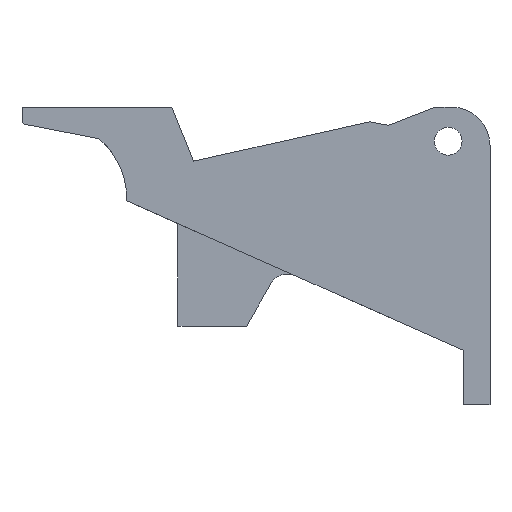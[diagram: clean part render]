
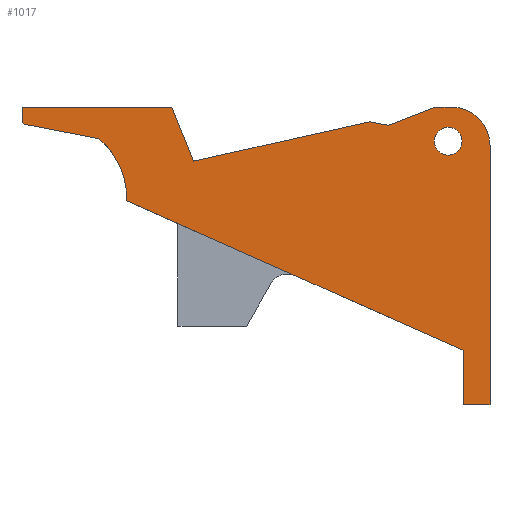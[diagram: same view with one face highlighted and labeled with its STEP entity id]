
A CAD part, left-side view. The second image highlights one B-rep face of the part: STEP entity #1017.
In plain terms, the highlighted planar face has unit normal (-1, 0, 0).
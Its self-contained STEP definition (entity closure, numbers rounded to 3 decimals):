
#35=CARTESIAN_POINT('',(0.,2.691,3.3));
#36=DIRECTION('',(1.,0.,0.));
#37=DIRECTION('',(0.,0.,1.));
#38=AXIS2_PLACEMENT_3D('',#35,#36,#37);
#40=CARTESIAN_POINT('',(0.,2.691,3.3));
#41=DIRECTION('',(1.,0.,0.));
#42=DIRECTION('',(0.,0.,-1.));
#43=AXIS2_PLACEMENT_3D('',#40,#41,#42);
#45=CARTESIAN_POINT('',(0.,3.05,3.05));
#46=DIRECTION('',(-1.,0.,0.));
#47=DIRECTION('',(0.,0.,-1.));
#48=AXIS2_PLACEMENT_3D('',#45,#46,#47);
#50=DIRECTION('',(0.,-1.,0.));
#51=VECTOR('',#50,20.441);
#52=CARTESIAN_POINT('',(0.,23.491,0.));
#53=LINE('',#52,#51);
#54=DIRECTION('',(0.,0.,-1.));
#55=VECTOR('',#54,2.1);
#56=CARTESIAN_POINT('',(0.,23.491,2.1));
#57=LINE('',#56,#55);
#58=DIRECTION('',(0.,1.,0.));
#59=VECTOR('',#58,4.3);
#60=CARTESIAN_POINT('',(0.,19.191,2.1));
#61=LINE('',#60,#59);
#62=DIRECTION('',(0.,0.406,-0.914));
#63=VECTOR('',#62,29.064);
#64=CARTESIAN_POINT('',(0.,7.379,28.656));
#65=LINE('',#64,#63);
#66=CARTESIAN_POINT('',(0.,7.135,34.651));
#67=DIRECTION('',(1.,0.,0.));
#68=DIRECTION('',(0.,-0.774,-0.634));
#69=AXIS2_PLACEMENT_3D('',#66,#67,#68);
#71=DIRECTION('',(0.,0.191,-0.982));
#72=VECTOR('',#71,5.795);
#73=CARTESIAN_POINT('',(0.,1.388,36.537));
#74=LINE('',#73,#72);
#75=CARTESIAN_POINT('',(0.,0.955,36.537));
#76=DIRECTION('',(-1.,0.,0.));
#77=DIRECTION('',(0.,0.555,0.832));
#78=AXIS2_PLACEMENT_3D('',#75,#76,#77);
#80=DIRECTION('',(0.,1.,0.));
#81=VECTOR('',#80,1.195);
#82=CARTESIAN_POINT('',(0.,0.,36.897));
#83=LINE('',#82,#81);
#84=DIRECTION('',(0.,0.,1.));
#85=VECTOR('',#84,11.817);
#86=CARTESIAN_POINT('',(0.,0.,25.08));
#87=LINE('',#86,#85);
#88=DIRECTION('',(0.,-0.927,0.374));
#89=VECTOR('',#88,4.602);
#90=CARTESIAN_POINT('',(0.,4.268,23.358));
#91=LINE('',#90,#89);
#92=DIRECTION('',(0.,0.218,0.976));
#93=VECTOR('',#92,14.201);
#94=CARTESIAN_POINT('',(0.,1.166,9.5));
#95=LINE('',#94,#93);
#96=DIRECTION('',(0.,-0.183,0.983));
#97=VECTOR('',#96,1.526);
#98=CARTESIAN_POINT('',(0.,1.445,8.));
#99=LINE('',#98,#97);
#100=DIRECTION('',(0.,0.363,0.932));
#101=VECTOR('',#100,3.98);
#102=CARTESIAN_POINT('',(0.,0.,4.292));
#103=LINE('',#102,#101);
#104=DIRECTION('',(0.,0.,1.));
#105=VECTOR('',#104,1.244);
#106=CARTESIAN_POINT('',(0.,0.,3.048));
#107=LINE('',#106,#105);
#768=CARTESIAN_POINT('',(0.,2.691,4.4));
#769=CARTESIAN_POINT('',(0.,2.691,2.2));
#770=VERTEX_POINT('',#768);
#771=VERTEX_POINT('',#769);
#772=CARTESIAN_POINT('',(0.,3.05,0.));
#773=CARTESIAN_POINT('',(0.,0.,3.048));
#774=VERTEX_POINT('',#772);
#775=VERTEX_POINT('',#773);
#776=CARTESIAN_POINT('',(0.,0.,4.292));
#777=VERTEX_POINT('',#776);
#778=CARTESIAN_POINT('',(0.,1.445,8.));
#779=VERTEX_POINT('',#778);
#780=CARTESIAN_POINT('',(0.,1.166,9.5));
#781=VERTEX_POINT('',#780);
#782=CARTESIAN_POINT('',(0.,4.268,23.358));
#783=VERTEX_POINT('',#782);
#784=CARTESIAN_POINT('',(0.,0.,25.08));
#785=VERTEX_POINT('',#784);
#786=CARTESIAN_POINT('',(0.,0.,36.897));
#787=VERTEX_POINT('',#786);
#788=CARTESIAN_POINT('',(0.,1.195,36.897));
#789=VERTEX_POINT('',#788);
#790=CARTESIAN_POINT('',(0.,1.388,36.537));
#791=VERTEX_POINT('',#790);
#792=CARTESIAN_POINT('',(0.,2.494,30.848));
#793=VERTEX_POINT('',#792);
#794=CARTESIAN_POINT('',(0.,7.379,28.656));
#795=VERTEX_POINT('',#794);
#796=CARTESIAN_POINT('',(0.,19.191,2.1));
#797=VERTEX_POINT('',#796);
#798=CARTESIAN_POINT('',(0.,23.491,2.1));
#799=VERTEX_POINT('',#798);
#800=CARTESIAN_POINT('',(0.,23.491,0.));
#801=VERTEX_POINT('',#800);
#974=CARTESIAN_POINT('',(0.,0.,0.));
#975=DIRECTION('',(-1.,0.,0.));
#976=DIRECTION('',(0.,0.,1.));
#977=AXIS2_PLACEMENT_3D('',#974,#975,#976);
#978=PLANE('',#977);
#980=ORIENTED_EDGE('',*,*,#979,.F.);
#982=ORIENTED_EDGE('',*,*,#981,.F.);
#984=ORIENTED_EDGE('',*,*,#983,.F.);
#986=ORIENTED_EDGE('',*,*,#985,.F.);
#988=ORIENTED_EDGE('',*,*,#987,.F.);
#990=ORIENTED_EDGE('',*,*,#989,.F.);
#992=ORIENTED_EDGE('',*,*,#991,.F.);
#994=ORIENTED_EDGE('',*,*,#993,.F.);
#996=ORIENTED_EDGE('',*,*,#995,.F.);
#998=ORIENTED_EDGE('',*,*,#997,.F.);
#1000=ORIENTED_EDGE('',*,*,#999,.F.);
#1002=ORIENTED_EDGE('',*,*,#1001,.F.);
#1004=ORIENTED_EDGE('',*,*,#1003,.F.);
#1006=ORIENTED_EDGE('',*,*,#1005,.F.);
#1008=ORIENTED_EDGE('',*,*,#1007,.F.);
#1009=EDGE_LOOP('',(#980,#982,#984,#986,#988,#990,#992,#994,#996,#998,#1000,
#1002,#1004,#1006,#1008));
#1010=FACE_OUTER_BOUND('',#1009,.F.);
#1012=ORIENTED_EDGE('',*,*,#1011,.F.);
#1014=ORIENTED_EDGE('',*,*,#1013,.F.);
#1015=EDGE_LOOP('',(#1012,#1014));
#1016=FACE_BOUND('',#1015,.F.);
#39=CIRCLE('',#38,1.1);
#44=CIRCLE('',#43,1.1);
#49=CIRCLE('',#48,3.05);
#70=CIRCLE('',#69,6.);
#79=CIRCLE('',#78,0.433);
#979=EDGE_CURVE('',#774,#775,#49,.T.);
#981=EDGE_CURVE('',#801,#774,#53,.T.);
#983=EDGE_CURVE('',#799,#801,#57,.T.);
#985=EDGE_CURVE('',#797,#799,#61,.T.);
#987=EDGE_CURVE('',#795,#797,#65,.T.);
#989=EDGE_CURVE('',#793,#795,#70,.T.);
#991=EDGE_CURVE('',#791,#793,#74,.T.);
#993=EDGE_CURVE('',#789,#791,#79,.T.);
#995=EDGE_CURVE('',#787,#789,#83,.T.);
#997=EDGE_CURVE('',#785,#787,#87,.T.);
#999=EDGE_CURVE('',#783,#785,#91,.T.);
#1001=EDGE_CURVE('',#781,#783,#95,.T.);
#1003=EDGE_CURVE('',#779,#781,#99,.T.);
#1005=EDGE_CURVE('',#777,#779,#103,.T.);
#1007=EDGE_CURVE('',#775,#777,#107,.T.);
#1011=EDGE_CURVE('',#770,#771,#39,.T.);
#1013=EDGE_CURVE('',#771,#770,#44,.T.);
#1017=ADVANCED_FACE('',(#1010,#1016),#978,.T.);
